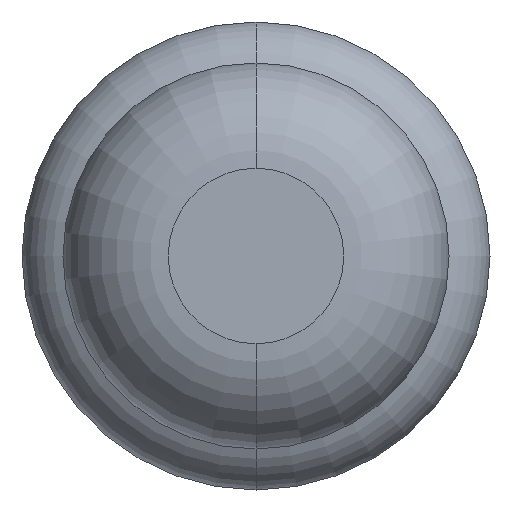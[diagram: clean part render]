
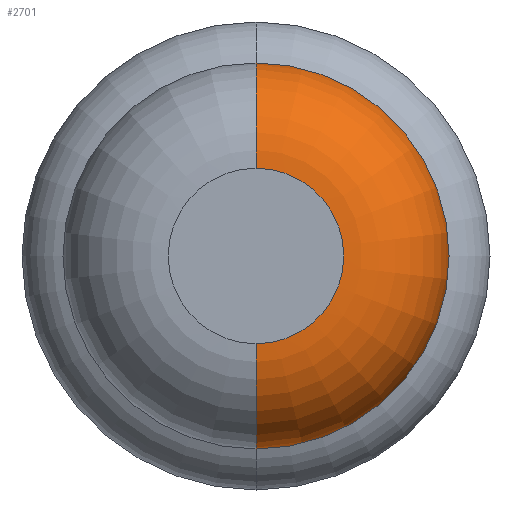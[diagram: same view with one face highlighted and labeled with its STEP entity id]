
A CAD part, front view. The second image highlights one B-rep face of the part: STEP entity #2701.
In plain terms, the highlighted toroidal (fillet/blend) face has major radius 0.375 mm and minor radius 0.45 mm.
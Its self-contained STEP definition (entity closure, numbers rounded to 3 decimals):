
#2 = FACE_OUTER_BOUND ( 'NONE', #3170, .T. ) ;
#123 = CARTESIAN_POINT ( 'NONE',  ( 0., -25.55, 0.375 ) ) ;
#133 = CARTESIAN_POINT ( 'NONE',  ( 0., -25.55, -0.375 ) ) ;
#332 = VERTEX_POINT ( 'NONE', #1589 ) ;
#347 = DIRECTION ( 'NONE',  ( 0., 1., 0. ) ) ;
#472 = EDGE_CURVE ( 'Defeature ausgef�hrt1_9+Defeature ausgef�hrt1_8+Defeature ausgef�hrt1_8+Defeature ausgef�hrt1_8', #332, #2178, #2960, .T. ) ;
#493 = CARTESIAN_POINT ( 'NONE',  ( 0., -25.55, 0. ) ) ;
#535 = CARTESIAN_POINT ( 'NONE',  ( 0., -26., 0.375 ) ) ;
#1072 = DIRECTION ( 'NONE',  ( 0., 0., 1. ) ) ;
#1104 = CARTESIAN_POINT ( 'NONE',  ( 0., -26., -0.375 ) ) ;
#1169 = CIRCLE ( 'NONE', #2077, 0.45 ) ;
#1240 = AXIS2_PLACEMENT_3D ( 'NONE', #123, #1405, #1072 ) ;
#1294 = AXIS2_PLACEMENT_3D ( 'NONE', #3226, #347, #2294 ) ;
#1405 = DIRECTION ( 'NONE',  ( -1., 0., 0. ) ) ;
#1418 = DIRECTION ( 'NONE',  ( 1., 0., 0. ) ) ;
#1423 = ORIENTED_EDGE ( 'NONE', *, *, #1706, .F. ) ;
#1589 = CARTESIAN_POINT ( 'NONE',  ( 0., -25.55, 0.825 ) ) ;
#1691 = DIRECTION ( 'NONE',  ( 0., 1., 0. ) ) ;
#1694 = ORIENTED_EDGE ( 'NONE', *, *, #472, .F. ) ;
#1706 = EDGE_CURVE ( 'NONE', #2610, #332, #3263, .T. ) ;
#1721 = TOROIDAL_SURFACE ( 'NONE', #3876, 0.375, 0.45 ) ;
#1874 = EDGE_CURVE ( 'Defeature ausgef�hrt1_8+Defeature ausgef�hrt1_7+Defeature ausgef�hrt1_7+Defeature ausgef�hrt1_7', #2610, #2256, #2813, .T. ) ;
#1913 = ORIENTED_EDGE ( 'NONE', *, *, #1874, .T. ) ;
#1990 = CARTESIAN_POINT ( 'NONE',  ( 0., -25.55, 0. ) ) ;
#2077 = AXIS2_PLACEMENT_3D ( 'NONE', #133, #1418, #3329 ) ;
#2178 = VERTEX_POINT ( 'NONE', #3147 ) ;
#2256 = VERTEX_POINT ( 'NONE', #1104 ) ;
#2294 = DIRECTION ( 'NONE',  ( 0., 0., 1. ) ) ;
#2331 = EDGE_CURVE ( 'NONE', #2256, #2178, #1169, .T. ) ;
#2394 = DIRECTION ( 'NONE',  ( 0., 0., 1. ) ) ;
#2585 = DIRECTION ( 'NONE',  ( 0., 1., 0. ) ) ;
#2610 = VERTEX_POINT ( 'NONE', #535 ) ;
#2701 = ADVANCED_FACE ( 'Defeature ausgef�hrt1_8', ( #2 ), #1721, .T. ) ;
#2813 = CIRCLE ( 'NONE', #1294, 0.375 ) ;
#2960 = CIRCLE ( 'NONE', #3911, 0.825 ) ;
#3147 = CARTESIAN_POINT ( 'NONE',  ( 0., -25.55, -0.825 ) ) ;
#3170 = EDGE_LOOP ( 'NONE', ( #1913, #3629, #1694, #1423 ) ) ;
#3226 = CARTESIAN_POINT ( 'NONE',  ( 0., -26., 0. ) ) ;
#3263 = CIRCLE ( 'NONE', #1240, 0.45 ) ;
#3294 = DIRECTION ( 'NONE',  ( 0., 0., 1. ) ) ;
#3329 = DIRECTION ( 'NONE',  ( 0., 0., -1. ) ) ;
#3629 = ORIENTED_EDGE ( 'NONE', *, *, #2331, .T. ) ;
#3876 = AXIS2_PLACEMENT_3D ( 'NONE', #1990, #2585, #3294 ) ;
#3911 = AXIS2_PLACEMENT_3D ( 'NONE', #493, #1691, #2394 ) ;
